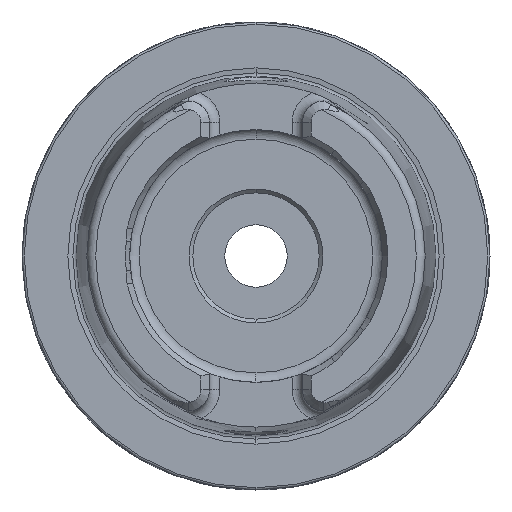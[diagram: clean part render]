
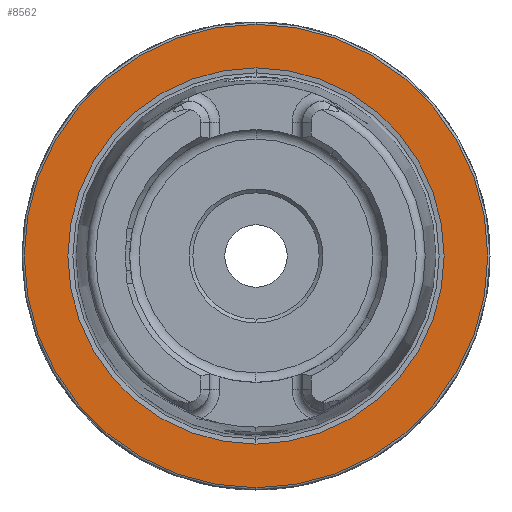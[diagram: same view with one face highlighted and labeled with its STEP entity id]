
A CAD part, left-side view. The second image highlights one B-rep face of the part: STEP entity #8562.
In plain terms, the highlighted planar face has unit normal (-1, 0, 0).
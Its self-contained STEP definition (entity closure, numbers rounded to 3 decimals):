
#1072 = DIRECTION ( 'NONE',  ( 0., 0., 1. ) ) ;
#1073 = DIRECTION ( 'NONE',  ( -1., 0., 0. ) ) ;
#1074 = CARTESIAN_POINT ( 'NONE',  ( 0., 0., 0. ) ) ;
#1755 = DIRECTION ( 'NONE',  ( 1., 0., 0. ) ) ;
#1768 = CARTESIAN_POINT ( 'NONE',  ( 0., 31.2, 0. ) ) ;
#1773 = PLANE ( 'NONE',  #3852 ) ;
#1776 = DIRECTION ( 'NONE',  ( 0., 0., -1. ) ) ;
#1784 = EDGE_LOOP ( 'NONE', ( #8811, #8812 ) ) ;
#2025 = VERTEX_POINT ( 'NONE', #7263 ) ;
#2051 = VERTEX_POINT ( 'NONE', #7236 ) ;
#2054 = VERTEX_POINT ( 'NONE', #7233 ) ;
#2114 = VERTEX_POINT ( 'NONE', #7184 ) ;
#3687 = AXIS2_PLACEMENT_3D ( 'NONE', #4420, #4417, #4416 ) ;
#3717 = AXIS2_PLACEMENT_3D ( 'NONE', #1074, #1073, #1072 ) ;
#3852 = AXIS2_PLACEMENT_3D ( 'NONE', #1768, #1755, #1776 ) ;
#4192 = AXIS2_PLACEMENT_3D ( 'NONE', #7161, #7160, #7159 ) ;
#4193 = EDGE_CURVE ( 'NONE', #2054, #2051, #9748, .T. ) ;
#4416 = DIRECTION ( 'NONE',  ( 0., 0., 1. ) ) ;
#4417 = DIRECTION ( 'NONE',  ( -1., 0., 0. ) ) ;
#4420 = CARTESIAN_POINT ( 'NONE',  ( 0., 0., 0. ) ) ;
#4558 = CIRCLE ( 'NONE', #3687, 31.2 ) ;
#4718 = CIRCLE ( 'NONE', #3717, 31.2 ) ;
#5873 = FACE_OUTER_BOUND ( 'NONE', #8266, .T. ) ;
#6591 = EDGE_CURVE ( 'NONE', #2051, #2054, #10010, .T. ) ;
#6646 = EDGE_CURVE ( 'NONE', #2114, #2025, #4558, .T. ) ;
#6736 = EDGE_CURVE ( 'NONE', #2025, #2114, #4718, .T. ) ;
#7159 = DIRECTION ( 'NONE',  ( 0., 0., 1. ) ) ;
#7160 = DIRECTION ( 'NONE',  ( -1., 0., 0. ) ) ;
#7161 = CARTESIAN_POINT ( 'NONE',  ( 0., 0., 0. ) ) ;
#7184 = CARTESIAN_POINT ( 'NONE',  ( 0., 0., -31.2 ) ) ;
#7233 = CARTESIAN_POINT ( 'NONE',  ( 0., 0., -25.324 ) ) ;
#7236 = CARTESIAN_POINT ( 'NONE',  ( 0., 0., 25.324 ) ) ;
#7263 = CARTESIAN_POINT ( 'NONE',  ( 0., 0., 31.2 ) ) ;
#7390 = AXIS2_PLACEMENT_3D ( 'NONE', #8410, #8409, #8408 ) ;
#8010 = FACE_BOUND ( 'NONE', #1784, .T. ) ;
#8266 = EDGE_LOOP ( 'NONE', ( #8813, #8814 ) ) ;
#8408 = DIRECTION ( 'NONE',  ( 0., 0., 1. ) ) ;
#8409 = DIRECTION ( 'NONE',  ( -1., 0., 0. ) ) ;
#8410 = CARTESIAN_POINT ( 'NONE',  ( 0., 0., 0. ) ) ;
#8562 = ADVANCED_FACE ( 'NONE', ( #8010, #5873 ), #1773, .F. ) ;
#8811 = ORIENTED_EDGE ( 'NONE', *, *, #6591, .F. ) ;
#8812 = ORIENTED_EDGE ( 'NONE', *, *, #4193, .F. ) ;
#8813 = ORIENTED_EDGE ( 'NONE', *, *, #6736, .T. ) ;
#8814 = ORIENTED_EDGE ( 'NONE', *, *, #6646, .T. ) ;
#9748 = CIRCLE ( 'NONE', #4192, 25.324 ) ;
#10010 = CIRCLE ( 'NONE', #7390, 25.324 ) ;
